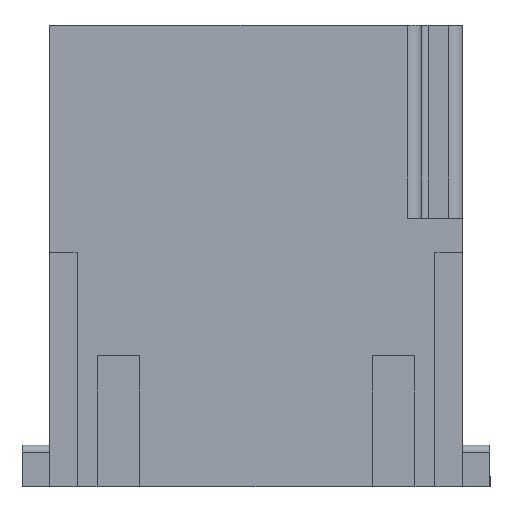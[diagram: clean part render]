
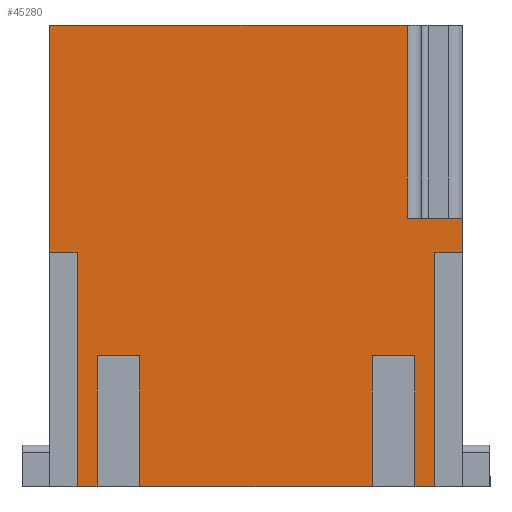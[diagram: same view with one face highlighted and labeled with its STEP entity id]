
A CAD part, left-side view. The second image highlights one B-rep face of the part: STEP entity #45280.
In plain terms, the highlighted face is planar.
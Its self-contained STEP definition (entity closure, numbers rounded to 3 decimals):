
#3480=CARTESIAN_POINT('',(56.048,26.057,
-5.45));
#3490=VERTEX_POINT('',#3480);
#3540=CARTESIAN_POINT('',(56.048,24.057,-5.45))
;
#3550=DIRECTION('',(0.,-1.,0.));
#3560=VECTOR('',#3550,1.);
#3570=LINE('',#3540,#3560);
#3580=CARTESIAN_POINT('',(56.048,35.557,-5.45))
;
#3590=VERTEX_POINT('',#3580);
#3600=EDGE_CURVE('',#3590,#3490,#3570,.T.);
#4420=CARTESIAN_POINT('',(56.048,43.057,-2.))
;
#4430=VERTEX_POINT('',#4420);
#4480=CARTESIAN_POINT('',(56.048,43.057,-0.438));
#4490=DIRECTION('',(0.,0.,-1.));
#4500=VECTOR('',#4490,1.);
#4510=LINE('',#4480,#4500);
#4520=CARTESIAN_POINT('',(56.048,43.057,-4.))
;
#4530=VERTEX_POINT('',#4520);
#4540=EDGE_CURVE('',#4430,#4530,#4510,.T.);
#10680=CARTESIAN_POINT('',(56.048,35.557,-28.55));
#10690=VERTEX_POINT('',#10680);
#10770=CARTESIAN_POINT('',(56.048,35.557,-25.45)
);
#10780=VERTEX_POINT('',#10770);
#10810=CARTESIAN_POINT('',(56.048,35.557,-0.438
));
#10820=DIRECTION('',(0.,0.,-1.));
#10830=VECTOR('',#10820,1.);
#10840=LINE('',#10810,#10830);
#10850=EDGE_CURVE('',#10780,#10690,#10840,.T.);
#18050=CARTESIAN_POINT('',(56.048,59.557,
-2.));
#18060=VERTEX_POINT('',#18050);
#18090=CARTESIAN_POINT('',(56.048,24.057,-2.));
#18100=DIRECTION('',(0.,1.,0.));
#18110=VECTOR('',#18100,1.);
#18120=LINE('',#18090,#18110);
#18130=EDGE_CURVE('',#4430,#18060,#18120,.T.);
#19520=CARTESIAN_POINT('',(56.048,45.557,-28.));
#19530=VERTEX_POINT('',#19520);
#19580=CARTESIAN_POINT('',(56.048,24.057,-28.)
);
#19590=DIRECTION('',(0.,1.,0.));
#19600=VECTOR('',#19590,1.);
#19610=LINE('',#19580,#19600);
#19620=CARTESIAN_POINT('',(56.048,59.557,-28.));
#19630=VERTEX_POINT('',#19620);
#19640=EDGE_CURVE('',#19530,#19630,#19610,.T.);
#24830=CARTESIAN_POINT('',(56.048,26.057,
-4.));
#24840=VERTEX_POINT('',#24830);
#24870=CARTESIAN_POINT('',(56.048,26.057,
-0.438));
#24880=DIRECTION('',(0.,0.,-1.));
#24890=VECTOR('',#24880,1.);
#24900=LINE('',#24870,#24890);
#24910=EDGE_CURVE('',#24840,#3490,#24900,.T.);
#25060=CARTESIAN_POINT('',(56.048,26.057,-8.55));
#25070=VERTEX_POINT('',#25060);
#25100=CARTESIAN_POINT('',(56.048,26.057,
-0.438));
#25110=DIRECTION('',(0.,0.,-1.));
#25120=VECTOR('',#25110,1.);
#25130=LINE('',#25100,#25120);
#25140=CARTESIAN_POINT('',(56.048,26.057,
-25.45));
#25150=VERTEX_POINT('',#25140);
#25160=EDGE_CURVE('',#25070,#25150,#25130,.T.);
#25290=CARTESIAN_POINT('',(56.048,26.057,
-28.55));
#25300=VERTEX_POINT('',#25290);
#25330=CARTESIAN_POINT('',(56.048,26.057,
-0.438));
#25340=DIRECTION('',(0.,0.,-1.));
#25350=VECTOR('',#25340,1.);
#25360=LINE('',#25330,#25350);
#25370=CARTESIAN_POINT('',(56.048,26.057,-30.));
#25380=VERTEX_POINT('',#25370);
#25390=EDGE_CURVE('',#25300,#25380,#25360,.T.);
#43700=CARTESIAN_POINT('',(56.048,24.057,-30.));
#43710=DIRECTION('',(0.,-1.,0.));
#43720=VECTOR('',#43710,1.);
#43730=LINE('',#43700,#43720);
#43740=CARTESIAN_POINT('',(56.048,43.057,-30.));
#43750=VERTEX_POINT('',#43740);
#43760=EDGE_CURVE('',#43750,#25380,#43730,.T.);
#44520=CARTESIAN_POINT('',(56.048,57.557,
-12.));
#44530=DIRECTION('',(1.,0.,0.));
#44540=DIRECTION('',(0.,0.,1.));
#44550=AXIS2_PLACEMENT_3D('',#44520,#44530,#44540);
#44560=PLANE('',#44550);
#44570=CARTESIAN_POINT('',(56.048,24.057,-32.));
#44580=DIRECTION('',(0.,-1.,0.));
#44590=VECTOR('',#44580,1.);
#44600=LINE('',#44570,#44590);
#44610=CARTESIAN_POINT('',(56.048,45.557,-32.));
#44620=VERTEX_POINT('',#44610);
#44630=CARTESIAN_POINT('',(56.048,43.057,-32.));
#44640=VERTEX_POINT('',#44630);
#44650=EDGE_CURVE('',#44620,#44640,#44600,.T.);
#44660=ORIENTED_EDGE('',*,*,#44650,.F.);
#44670=CARTESIAN_POINT('',(56.048,43.057,-0.438));
#44680=DIRECTION('',(0.,0.,-1.));
#44690=VECTOR('',#44680,1.);
#44700=LINE('',#44670,#44690);
#44710=EDGE_CURVE('',#43750,#44640,#44700,.T.);
#44720=ORIENTED_EDGE('',*,*,#44710,.T.);
#44730=ORIENTED_EDGE('',*,*,#43760,.F.);
#44740=ORIENTED_EDGE('',*,*,#25390,.T.);
#44750=CARTESIAN_POINT('',(56.048,24.057,-28.55));
#44760=DIRECTION('',(0.,1.,0.));
#44770=VECTOR('',#44760,1.);
#44780=LINE('',#44750,#44770);
#44790=EDGE_CURVE('',#25300,#10690,#44780,.T.);
#44800=ORIENTED_EDGE('',*,*,#44790,.F.);
#44810=ORIENTED_EDGE('',*,*,#10850,.T.);
#44820=CARTESIAN_POINT('',(56.048,24.057,-25.45)
);
#44830=DIRECTION('',(0.,-1.,0.));
#44840=VECTOR('',#44830,1.);
#44850=LINE('',#44820,#44840);
#44860=EDGE_CURVE('',#10780,#25150,#44850,.T.);
#44870=ORIENTED_EDGE('',*,*,#44860,.F.);
#44880=ORIENTED_EDGE('',*,*,#25160,.T.);
#44890=CARTESIAN_POINT('',(56.048,24.057,-8.55));
#44900=DIRECTION('',(0.,1.,0.));
#44910=VECTOR('',#44900,1.);
#44920=LINE('',#44890,#44910);
#44930=CARTESIAN_POINT('',(56.048,35.557,-8.55)
);
#44940=VERTEX_POINT('',#44930);
#44950=EDGE_CURVE('',#25070,#44940,#44920,.T.);
#44960=ORIENTED_EDGE('',*,*,#44950,.F.);
#44970=CARTESIAN_POINT('',(56.048,35.557,-0.438
));
#44980=DIRECTION('',(0.,0.,-1.));
#44990=VECTOR('',#44980,1.);
#45000=LINE('',#44970,#44990);
#45010=EDGE_CURVE('',#3590,#44940,#45000,.T.);
#45020=ORIENTED_EDGE('',*,*,#45010,.T.);
#45030=ORIENTED_EDGE('',*,*,#3600,.F.);
#45040=ORIENTED_EDGE('',*,*,#24910,.T.);
#45050=CARTESIAN_POINT('',(56.048,24.057,-4.));
#45060=DIRECTION('',(0.,1.,0.));
#45070=VECTOR('',#45060,1.);
#45080=LINE('',#45050,#45070);
#45090=EDGE_CURVE('',#24840,#4530,#45080,.T.);
#45100=ORIENTED_EDGE('',*,*,#45090,.F.);
#45110=ORIENTED_EDGE('',*,*,#4540,.T.);
#45120=ORIENTED_EDGE('',*,*,#18130,.F.);
#45130=CARTESIAN_POINT('',(56.048,59.557,-0.438
));
#45140=DIRECTION('',(0.,0.,-1.));
#45150=VECTOR('',#45140,1.);
#45160=LINE('',#45130,#45150);
#45170=EDGE_CURVE('',#18060,#19630,#45160,.T.);
#45180=ORIENTED_EDGE('',*,*,#45170,.F.);
#45190=ORIENTED_EDGE('',*,*,#19640,.T.);
#45200=CARTESIAN_POINT('',(56.048,45.557,-0.438
));
#45210=DIRECTION('',(0.,0.,1.));
#45220=VECTOR('',#45210,1.);
#45230=LINE('',#45200,#45220);
#45240=EDGE_CURVE('',#44620,#19530,#45230,.T.);
#45250=ORIENTED_EDGE('',*,*,#45240,.T.);
#45260=EDGE_LOOP('',(#45250,#45190,#45180,#45120,#45110,#45100,#45040,
#45030,#45020,#44960,#44880,#44870,#44810,#44800,#44740,#44730,#44720,
#44660));
#45270=FACE_OUTER_BOUND('',#45260,.T.);
#45280=ADVANCED_FACE('',(#45270),#44560,.T.);
